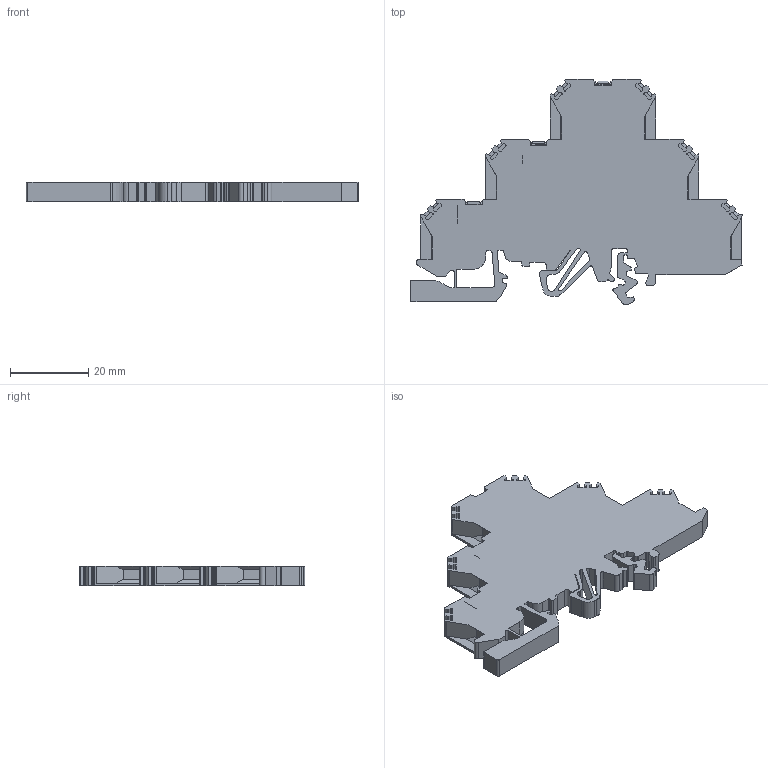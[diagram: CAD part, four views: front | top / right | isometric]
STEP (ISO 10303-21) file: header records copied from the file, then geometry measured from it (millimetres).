
FILE_DESCRIPTION(/* description */ (''),/* implementation_level */ '2;1');
FILE_NAME(/* name */ '1267_IKD25_NPN_iso.stp',/* time_stamp */ '2011-07-22T10:43:20+02:00',/* author */ (''),/* organization */ (''),/* preprocessor_version */ 'ST-DEVELOPER v11',/* originating_system */ 'SIEMENS UGS NX 6.0',/* authorisation */ '');
FILE_SCHEMA (('CONFIG_CONTROL_DESIGN'));
Length unit declared in the file: millimetre
Products named in the file (2): ikd; 1267_IKD25_NPN_iso
Assembly tree (1 placements, depth 2):
  1267_IKD25_NPN_iso
    ikd
Bounding box: 84.8 x 57.65 x 5.08 mm (x, y, z)
Volume: 13159.6 mm3; surface area: 8696.1 mm2
Topology: 1 solids, 1 shells, 605 faces, 1785 edges, 1188 vertices
Faces by surface type: plane 443, cylinder 114, bspline 48
Entity records: 21372 total; most frequent: CARTESIAN_POINT 5803, ORIENTED_EDGE 3570, DIRECTION 2735, EDGE_CURVE 1785, VERTEX_POINT 1188, LINE 1177, VECTOR 1177, AXIS2_PLACEMENT_3D 779
